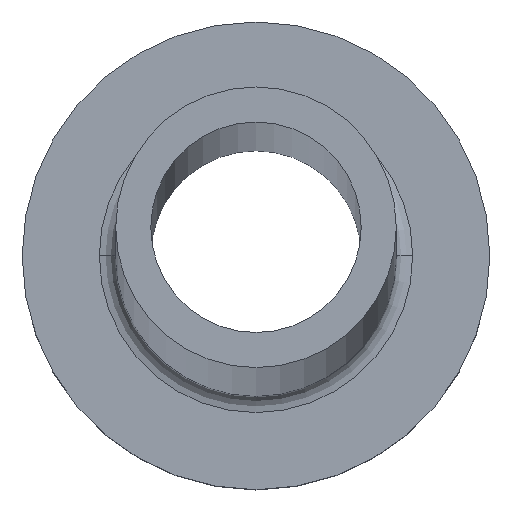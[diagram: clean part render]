
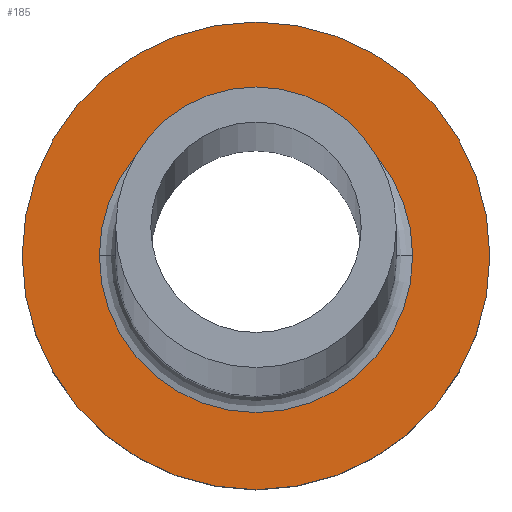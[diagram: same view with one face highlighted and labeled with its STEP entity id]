
A CAD part, top view. The second image highlights one B-rep face of the part: STEP entity #185.
In plain terms, the highlighted planar face has unit normal (0, 0, 1).
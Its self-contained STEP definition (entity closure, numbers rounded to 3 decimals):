
#1 = ORIENTED_EDGE ( 'NONE', *, *, #303, .T. ) ;
#2 = ORIENTED_EDGE ( 'NONE', *, *, #260, .T. ) ;
#17 = AXIS2_PLACEMENT_3D ( 'NONE', #295, #188, #30 ) ;
#23 = DIRECTION ( 'NONE',  ( 1., 0., 0. ) ) ;
#28 = CARTESIAN_POINT ( 'NONE',  ( 0., 0., 7. ) ) ;
#30 = DIRECTION ( 'NONE',  ( 1., 0., 0. ) ) ;
#57 = EDGE_LOOP ( 'NONE', ( #2, #296 ) ) ;
#74 = PLANE ( 'NONE',  #279 ) ;
#79 = CIRCLE ( 'NONE', #157, 6.7 ) ;
#94 = AXIS2_PLACEMENT_3D ( 'NONE', #187, #289, #127 ) ;
#104 = FACE_BOUND ( 'NONE', #240, .T. ) ;
#106 = FACE_OUTER_BOUND ( 'NONE', #57, .T. ) ;
#121 = EDGE_CURVE ( 'NONE', #148, #189, #253, .T. ) ;
#123 = CARTESIAN_POINT ( 'NONE',  ( 0., 0., 7. ) ) ;
#125 = AXIS2_PLACEMENT_3D ( 'NONE', #211, #271, #358 ) ;
#127 = DIRECTION ( 'NONE',  ( 1., 0., 0. ) ) ;
#132 = CARTESIAN_POINT ( 'NONE',  ( -10., 0., 7. ) ) ;
#135 = CARTESIAN_POINT ( 'NONE',  ( 6.7, 0., 7. ) ) ;
#148 = VERTEX_POINT ( 'NONE', #342 ) ;
#157 = AXIS2_PLACEMENT_3D ( 'NONE', #123, #191, #195 ) ;
#160 = EDGE_CURVE ( 'NONE', #201, #302, #79, .T. ) ;
#172 = CIRCLE ( 'NONE', #94, 10. ) ;
#185 = ADVANCED_FACE ( 'NONE', ( #104, #106 ), #74, .T. ) ;
#187 = CARTESIAN_POINT ( 'NONE',  ( 0., 0., 7. ) ) ;
#188 = DIRECTION ( 'NONE',  ( 0., 0., -1. ) ) ;
#189 = VERTEX_POINT ( 'NONE', #132 ) ;
#191 = DIRECTION ( 'NONE',  ( 0., 0., -1. ) ) ;
#195 = DIRECTION ( 'NONE',  ( 1., 0., 0. ) ) ;
#200 = CARTESIAN_POINT ( 'NONE',  ( -6.7, 0., 7. ) ) ;
#201 = VERTEX_POINT ( 'NONE', #135 ) ;
#211 = CARTESIAN_POINT ( 'NONE',  ( 0., 0., 7. ) ) ;
#225 = ORIENTED_EDGE ( 'NONE', *, *, #160, .T. ) ;
#240 = EDGE_LOOP ( 'NONE', ( #225, #1 ) ) ;
#253 = CIRCLE ( 'NONE', #125, 10. ) ;
#260 = EDGE_CURVE ( 'NONE', #189, #148, #172, .T. ) ;
#271 = DIRECTION ( 'NONE',  ( 0., 0., 1. ) ) ;
#279 = AXIS2_PLACEMENT_3D ( 'NONE', #28, #291, #23 ) ;
#289 = DIRECTION ( 'NONE',  ( 0., 0., 1. ) ) ;
#291 = DIRECTION ( 'NONE',  ( 0., 0., 1. ) ) ;
#295 = CARTESIAN_POINT ( 'NONE',  ( 0., 0., 7. ) ) ;
#296 = ORIENTED_EDGE ( 'NONE', *, *, #121, .T. ) ;
#302 = VERTEX_POINT ( 'NONE', #200 ) ;
#303 = EDGE_CURVE ( 'NONE', #302, #201, #376, .T. ) ;
#342 = CARTESIAN_POINT ( 'NONE',  ( 10., 0., 7. ) ) ;
#358 = DIRECTION ( 'NONE',  ( 1., 0., 0. ) ) ;
#376 = CIRCLE ( 'NONE', #17, 6.7 ) ;
